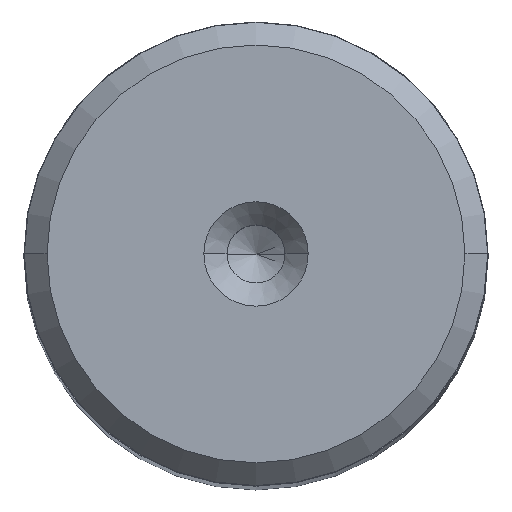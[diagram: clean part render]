
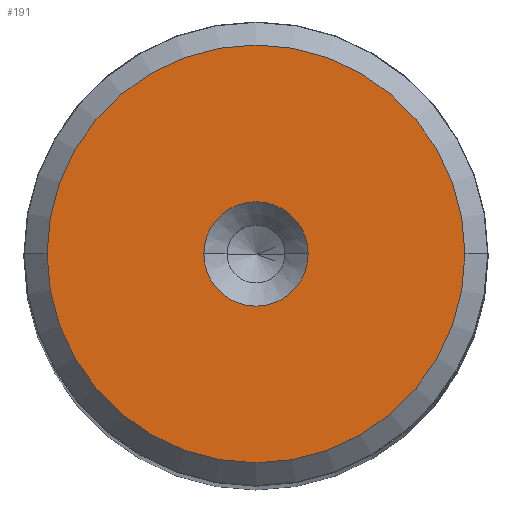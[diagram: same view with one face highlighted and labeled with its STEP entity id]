
A CAD part, top view. The second image highlights one B-rep face of the part: STEP entity #191.
In plain terms, the highlighted planar face has unit normal (0, 0, 1).
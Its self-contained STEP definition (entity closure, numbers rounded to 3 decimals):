
#5 = EDGE_LOOP ( 'NONE', ( #1019, #165 ) ) ;
#145 = VERTEX_POINT ( 'NONE', #1783 ) ;
#165 = ORIENTED_EDGE ( 'NONE', *, *, #2347, .F. ) ;
#191 = ADVANCED_FACE ( 'NONE', ( #1546, #877 ), #2383, .T. ) ;
#211 = CARTESIAN_POINT ( 'NONE',  ( 0., 0., 100. ) ) ;
#427 = CIRCLE ( 'NONE', #1265, 2.25 ) ;
#499 = DIRECTION ( 'NONE',  ( 0., 0., 1. ) ) ;
#528 = EDGE_LOOP ( 'NONE', ( #1120, #1396 ) ) ;
#702 = EDGE_CURVE ( 'NONE', #723, #145, #1955, .T. ) ;
#723 = VERTEX_POINT ( 'NONE', #1469 ) ;
#762 = DIRECTION ( 'NONE',  ( 0., 0., 1. ) ) ;
#809 = DIRECTION ( 'NONE',  ( 1., 0., 0. ) ) ;
#826 = AXIS2_PLACEMENT_3D ( 'NONE', #1992, #1793, #1672 ) ;
#877 = FACE_OUTER_BOUND ( 'NONE', #528, .T. ) ;
#969 = DIRECTION ( 'NONE',  ( 1., 0., 0. ) ) ;
#1019 = ORIENTED_EDGE ( 'NONE', *, *, #1829, .F. ) ;
#1120 = ORIENTED_EDGE ( 'NONE', *, *, #702, .T. ) ;
#1265 = AXIS2_PLACEMENT_3D ( 'NONE', #2438, #1606, #809 ) ;
#1319 = CARTESIAN_POINT ( 'NONE',  ( 0., 0., 100. ) ) ;
#1372 = CARTESIAN_POINT ( 'NONE',  ( 2.25, 0., 100. ) ) ;
#1396 = ORIENTED_EDGE ( 'NONE', *, *, #2107, .T. ) ;
#1442 = DIRECTION ( 'NONE',  ( 1., 0., 0. ) ) ;
#1451 = DIRECTION ( 'NONE',  ( 0., 0., 1. ) ) ;
#1461 = VERTEX_POINT ( 'NONE', #1582 ) ;
#1469 = CARTESIAN_POINT ( 'NONE',  ( -9.009, 0., 100. ) ) ;
#1478 = AXIS2_PLACEMENT_3D ( 'NONE', #1319, #499, #1924 ) ;
#1546 = FACE_BOUND ( 'NONE', #5, .T. ) ;
#1582 = CARTESIAN_POINT ( 'NONE',  ( -2.25, 0., 100. ) ) ;
#1606 = DIRECTION ( 'NONE',  ( 0., 0., 1. ) ) ;
#1627 = CIRCLE ( 'NONE', #1478, 2.25 ) ;
#1639 = AXIS2_PLACEMENT_3D ( 'NONE', #211, #1451, #1442 ) ;
#1672 = DIRECTION ( 'NONE',  ( 1., 0., 0. ) ) ;
#1783 = CARTESIAN_POINT ( 'NONE',  ( 9.009, 0., 100. ) ) ;
#1793 = DIRECTION ( 'NONE',  ( 0., 0., 1. ) ) ;
#1829 = EDGE_CURVE ( 'NONE', #2203, #1461, #1627, .T. ) ;
#1924 = DIRECTION ( 'NONE',  ( 1., 0., 0. ) ) ;
#1955 = CIRCLE ( 'NONE', #1639, 9.009 ) ;
#1975 = CARTESIAN_POINT ( 'NONE',  ( 0., 0., 100. ) ) ;
#1992 = CARTESIAN_POINT ( 'NONE',  ( 0., 0., 100. ) ) ;
#2074 = AXIS2_PLACEMENT_3D ( 'NONE', #1975, #762, #969 ) ;
#2107 = EDGE_CURVE ( 'NONE', #145, #723, #2567, .T. ) ;
#2203 = VERTEX_POINT ( 'NONE', #1372 ) ;
#2347 = EDGE_CURVE ( 'NONE', #1461, #2203, #427, .T. ) ;
#2383 = PLANE ( 'NONE',  #826 ) ;
#2438 = CARTESIAN_POINT ( 'NONE',  ( 0., 0., 100. ) ) ;
#2567 = CIRCLE ( 'NONE', #2074, 9.009 ) ;
